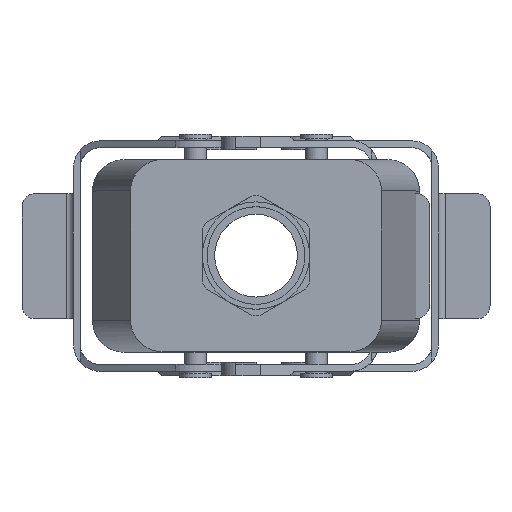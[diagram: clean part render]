
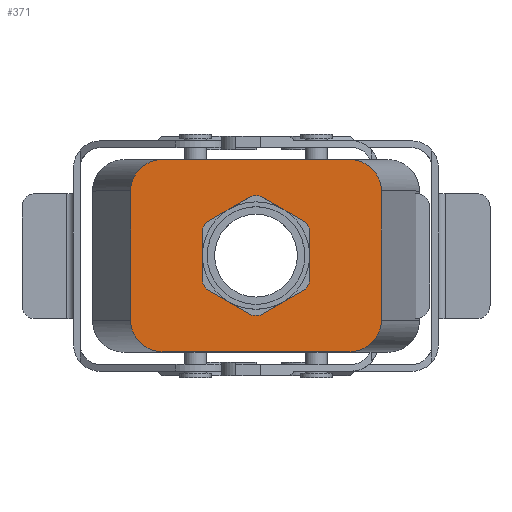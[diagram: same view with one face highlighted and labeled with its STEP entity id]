
A CAD part, top view. The second image highlights one B-rep face of the part: STEP entity #371.
In plain terms, the highlighted planar face has unit normal (0, 0, 1).
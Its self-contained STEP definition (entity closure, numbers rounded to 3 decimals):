
#371 = ADVANCED_FACE( '', ( #937, #938 ), #939, .T. );
#937 = FACE_BOUND( '', #1737, .T. );
#938 = FACE_OUTER_BOUND( '', #1738, .T. );
#939 = PLANE( '', #1739 );
#1737 = EDGE_LOOP( '', ( #2746, #2747, #2748, #2749, #2750, #2751, #2752, #2753, #2754, #2755, #2756, #2757 ) );
#1738 = EDGE_LOOP( '', ( #2758, #2759, #2760, #2761, #2762, #2763, #2764, #2765 ) );
#1739 = AXIS2_PLACEMENT_3D( '', #2766, #2767, #2768 );
#2746 = ORIENTED_EDGE( '', *, *, #4846, .F. );
#2747 = ORIENTED_EDGE( '', *, *, #4847, .F. );
#2748 = ORIENTED_EDGE( '', *, *, #4848, .F. );
#2749 = ORIENTED_EDGE( '', *, *, #4849, .F. );
#2750 = ORIENTED_EDGE( '', *, *, #4829, .F. );
#2751 = ORIENTED_EDGE( '', *, *, #4787, .F. );
#2752 = ORIENTED_EDGE( '', *, *, #4850, .F. );
#2753 = ORIENTED_EDGE( '', *, *, #4851, .F. );
#2754 = ORIENTED_EDGE( '', *, *, #4852, .F. );
#2755 = ORIENTED_EDGE( '', *, *, #4853, .F. );
#2756 = ORIENTED_EDGE( '', *, *, #4854, .F. );
#2757 = ORIENTED_EDGE( '', *, *, #4719, .F. );
#2758 = ORIENTED_EDGE( '', *, *, #4855, .T. );
#2759 = ORIENTED_EDGE( '', *, *, #4856, .T. );
#2760 = ORIENTED_EDGE( '', *, *, #4857, .T. );
#2761 = ORIENTED_EDGE( '', *, *, #4858, .F. );
#2762 = ORIENTED_EDGE( '', *, *, #4859, .F. );
#2763 = ORIENTED_EDGE( '', *, *, #4860, .T. );
#2764 = ORIENTED_EDGE( '', *, *, #4861, .F. );
#2765 = ORIENTED_EDGE( '', *, *, #4862, .F. );
#2766 = CARTESIAN_POINT( '', ( -28., 0., 52.3 ) );
#2767 = DIRECTION( '', ( 0., 0., 1. ) );
#2768 = DIRECTION( '', ( 1., 0., 0. ) );
#4719 = EDGE_CURVE( '', #5620, #5622, #5623, .T. );
#4787 = EDGE_CURVE( '', #5738, #5740, #5741, .T. );
#4829 = EDGE_CURVE( '', #5740, #5810, #5811, .T. );
#4846 = EDGE_CURVE( '', #5837, #5620, #5838, .T. );
#4847 = EDGE_CURVE( '', #5839, #5837, #5840, .T. );
#4848 = EDGE_CURVE( '', #5841, #5839, #5842, .T. );
#4849 = EDGE_CURVE( '', #5810, #5841, #5843, .T. );
#4850 = EDGE_CURVE( '', #5844, #5738, #5845, .T. );
#4851 = EDGE_CURVE( '', #5846, #5844, #5847, .T. );
#4852 = EDGE_CURVE( '', #5848, #5846, #5849, .T. );
#4853 = EDGE_CURVE( '', #5850, #5848, #5851, .T. );
#4854 = EDGE_CURVE( '', #5622, #5850, #5852, .T. );
#4855 = EDGE_CURVE( '', #5853, #5854, #5855, .T. );
#4856 = EDGE_CURVE( '', #5854, #5856, #5857, .T. );
#4857 = EDGE_CURVE( '', #5856, #5858, #5859, .T. );
#4858 = EDGE_CURVE( '', #5860, #5858, #5861, .T. );
#4859 = EDGE_CURVE( '', #5862, #5860, #5863, .T. );
#4860 = EDGE_CURVE( '', #5862, #5864, #5865, .T. );
#4861 = EDGE_CURVE( '', #5866, #5864, #5867, .T. );
#4862 = EDGE_CURVE( '', #5853, #5866, #5868, .T. );
#5620 = VERTEX_POINT( '', #6952 );
#5622 = VERTEX_POINT( '', #6955 );
#5623 = LINE( '', #6956, #6957 );
#5738 = VERTEX_POINT( '', #7110 );
#5740 = VERTEX_POINT( '', #7113 );
#5741 = LINE( '', #7114, #7115 );
#5810 = VERTEX_POINT( '', #7211 );
#5811 = CIRCLE( '', #7212, 13.35 );
#5837 = VERTEX_POINT( '', #7247 );
#5838 = CIRCLE( '', #7248, 13.35 );
#5839 = VERTEX_POINT( '', #7249 );
#5840 = LINE( '', #7250, #7251 );
#5841 = VERTEX_POINT( '', #7252 );
#5842 = CIRCLE( '', #7253, 13.35 );
#5843 = LINE( '', #7254, #7255 );
#5844 = VERTEX_POINT( '', #7256 );
#5845 = CIRCLE( '', #7257, 13.35 );
#5846 = VERTEX_POINT( '', #7258 );
#5847 = LINE( '', #7259, #7260 );
#5848 = VERTEX_POINT( '', #7261 );
#5849 = CIRCLE( '', #7262, 13.35 );
#5850 = VERTEX_POINT( '', #7263 );
#5851 = LINE( '', #7264, #7265 );
#5852 = CIRCLE( '', #7266, 13.35 );
#5853 = VERTEX_POINT( '', #7267 );
#5854 = VERTEX_POINT( '', #7268 );
#5855 = LINE( '', #7269, #7270 );
#5856 = VERTEX_POINT( '', #7271 );
#5857 = ELLIPSE( '', #7272, 7.238, 7. );
#5858 = VERTEX_POINT( '', #7273 );
#5859 = LINE( '', #7274, #7275 );
#5860 = VERTEX_POINT( '', #7276 );
#5861 = ELLIPSE( '', #7277, 7.238, 7. );
#5862 = VERTEX_POINT( '', #7278 );
#5863 = LINE( '', #7279, #7280 );
#5864 = VERTEX_POINT( '', #7281 );
#5865 = ELLIPSE( '', #7282, 7.238, 7. );
#5866 = VERTEX_POINT( '', #7283 );
#5867 = LINE( '', #7284, #7285 );
#5868 = ELLIPSE( '', #7286, 7.238, 7. );
#6952 = CARTESIAN_POINT( '', ( 0.934, -13.317, 52.3 ) );
#6955 = CARTESIAN_POINT( '', ( 11.066, -7.467, 52.3 ) );
#6956 = CARTESIAN_POINT( '', ( -12.62, -21.142, 52.3 ) );
#6957 = VECTOR( '', #8634, 1000. );
#7110 = CARTESIAN_POINT( '', ( -0.934, 13.317, 52.3 ) );
#7113 = CARTESIAN_POINT( '', ( -11.066, 7.467, 52.3 ) );
#7114 = CARTESIAN_POINT( '', ( 12.62, 21.142, 52.3 ) );
#7115 = VECTOR( '', #8714, 1000. );
#7211 = CARTESIAN_POINT( '', ( -12., 5.85, 52.3 ) );
#7212 = AXIS2_PLACEMENT_3D( '', #8755, #8756, #8757 );
#7247 = CARTESIAN_POINT( '', ( -0.934, -13.317, 52.3 ) );
#7248 = AXIS2_PLACEMENT_3D( '', #8772, #8773, #8774 );
#7249 = CARTESIAN_POINT( '', ( -11.066, -7.467, 52.3 ) );
#7250 = CARTESIAN_POINT( '', ( -24.62, 0.358, 52.3 ) );
#7251 = VECTOR( '', #8775, 1000. );
#7252 = CARTESIAN_POINT( '', ( -12., -5.85, 52.3 ) );
#7253 = AXIS2_PLACEMENT_3D( '', #8776, #8777, #8778 );
#7254 = CARTESIAN_POINT( '', ( -12., 21.5, 52.3 ) );
#7255 = VECTOR( '', #8779, 1000. );
#7256 = CARTESIAN_POINT( '', ( 0.934, 13.317, 52.3 ) );
#7257 = AXIS2_PLACEMENT_3D( '', #8780, #8781, #8782 );
#7258 = CARTESIAN_POINT( '', ( 11.066, 7.467, 52.3 ) );
#7259 = CARTESIAN_POINT( '', ( 24.62, -0.358, 52.3 ) );
#7260 = VECTOR( '', #8783, 1000. );
#7261 = CARTESIAN_POINT( '', ( 12., 5.85, 52.3 ) );
#7262 = AXIS2_PLACEMENT_3D( '', #8784, #8785, #8786 );
#7263 = CARTESIAN_POINT( '', ( 12., -5.85, 52.3 ) );
#7264 = CARTESIAN_POINT( '', ( 12., -21.5, 52.3 ) );
#7265 = VECTOR( '', #8787, 1000. );
#7266 = AXIS2_PLACEMENT_3D( '', #8788, #8789, #8790 );
#7267 = CARTESIAN_POINT( '', ( -28., 14.5, 52.3 ) );
#7268 = CARTESIAN_POINT( '', ( -28., -14.5, 52.3 ) );
#7269 = CARTESIAN_POINT( '', ( -28., 0., 52.3 ) );
#7270 = VECTOR( '', #8791, 1000. );
#7271 = CARTESIAN_POINT( '', ( -20.762, -21.5, 52.3 ) );
#7272 = AXIS2_PLACEMENT_3D( '', #8792, #8793, #8794 );
#7273 = CARTESIAN_POINT( '', ( 20.762, -21.5, 52.3 ) );
#7274 = CARTESIAN_POINT( '', ( -28., -21.5, 52.3 ) );
#7275 = VECTOR( '', #8795, 1000. );
#7276 = CARTESIAN_POINT( '', ( 28., -14.5, 52.3 ) );
#7277 = AXIS2_PLACEMENT_3D( '', #8796, #8797, #8798 );
#7278 = CARTESIAN_POINT( '', ( 28., 14.5, 52.3 ) );
#7279 = CARTESIAN_POINT( '', ( 28., 0., 52.3 ) );
#7280 = VECTOR( '', #8799, 1000. );
#7281 = CARTESIAN_POINT( '', ( 20.762, 21.5, 52.3 ) );
#7282 = AXIS2_PLACEMENT_3D( '', #8800, #8801, #8802 );
#7283 = CARTESIAN_POINT( '', ( -20.762, 21.5, 52.3 ) );
#7284 = CARTESIAN_POINT( '', ( -28., 21.5, 52.3 ) );
#7285 = VECTOR( '', #8803, 1000. );
#7286 = AXIS2_PLACEMENT_3D( '', #8804, #8805, #8806 );
#8634 = DIRECTION( '', ( 0.866, 0.5, 0. ) );
#8714 = DIRECTION( '', ( -0.866, -0.5, 0. ) );
#8755 = CARTESIAN_POINT( '', ( 0., 0., 52.3 ) );
#8756 = DIRECTION( '', ( 0., 0., 1. ) );
#8757 = DIRECTION( '', ( 1., 0., 0. ) );
#8772 = CARTESIAN_POINT( '', ( 0., 0., 52.3 ) );
#8773 = DIRECTION( '', ( 0., 0., 1. ) );
#8774 = DIRECTION( '', ( 1., 0., 0. ) );
#8775 = DIRECTION( '', ( 0.866, -0.5, 0. ) );
#8776 = CARTESIAN_POINT( '', ( 0., 0., 52.3 ) );
#8777 = DIRECTION( '', ( 0., 0., 1. ) );
#8778 = DIRECTION( '', ( 1., 0., 0. ) );
#8779 = DIRECTION( '', ( 0., -1., 0. ) );
#8780 = CARTESIAN_POINT( '', ( 0., 0., 52.3 ) );
#8781 = DIRECTION( '', ( 0., 0., 1. ) );
#8782 = DIRECTION( '', ( 1., 0., 0. ) );
#8783 = DIRECTION( '', ( -0.866, 0.5, 0. ) );
#8784 = CARTESIAN_POINT( '', ( 0., 0., 52.3 ) );
#8785 = DIRECTION( '', ( 0., 0., 1. ) );
#8786 = DIRECTION( '', ( 1., 0., 0. ) );
#8787 = DIRECTION( '', ( 0., 1., 0. ) );
#8788 = CARTESIAN_POINT( '', ( 0., 0., 52.3 ) );
#8789 = DIRECTION( '', ( 0., 0., 1. ) );
#8790 = DIRECTION( '', ( 1., 0., 0. ) );
#8791 = DIRECTION( '', ( 0., -1., 0. ) );
#8792 = CARTESIAN_POINT( '', ( -20.762, -14.5, 52.3 ) );
#8793 = DIRECTION( '', ( 0., 0., 1. ) );
#8794 = DIRECTION( '', ( -1., 0., 0. ) );
#8795 = DIRECTION( '', ( 1., 0., 0. ) );
#8796 = CARTESIAN_POINT( '', ( 20.762, -14.5, 52.3 ) );
#8797 = DIRECTION( '', ( 0., 0., -1. ) );
#8798 = DIRECTION( '', ( 1., 0., 0. ) );
#8799 = DIRECTION( '', ( 0., -1., 0. ) );
#8800 = CARTESIAN_POINT( '', ( 20.762, 14.5, 52.3 ) );
#8801 = DIRECTION( '', ( 0., 0., 1. ) );
#8802 = DIRECTION( '', ( 1., 0., 0. ) );
#8803 = DIRECTION( '', ( 1., 0., 0. ) );
#8804 = CARTESIAN_POINT( '', ( -20.762, 14.5, 52.3 ) );
#8805 = DIRECTION( '', ( 0., 0., -1. ) );
#8806 = DIRECTION( '', ( -1., 0., 0. ) );
